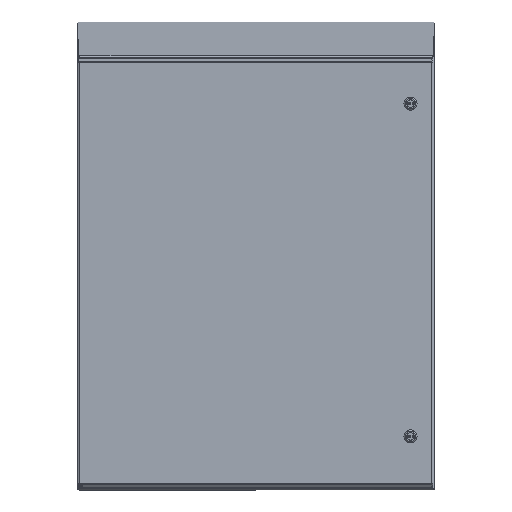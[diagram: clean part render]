
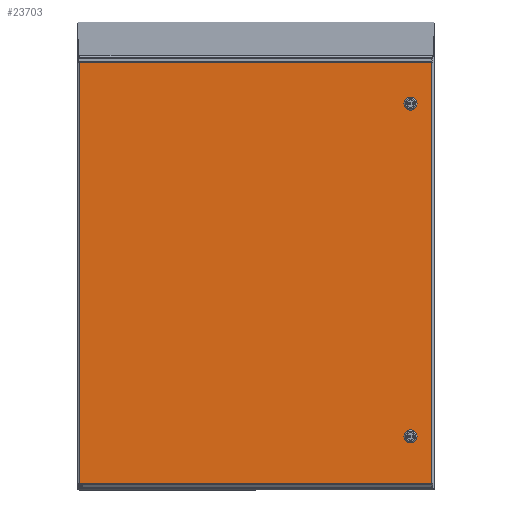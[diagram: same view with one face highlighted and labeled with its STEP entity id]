
A CAD part, top view. The second image highlights one B-rep face of the part: STEP entity #23703.
In plain terms, the highlighted planar face has unit normal (0, 0, 1).
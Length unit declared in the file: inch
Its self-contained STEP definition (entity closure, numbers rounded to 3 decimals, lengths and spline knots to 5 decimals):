
#21823=CARTESIAN_POINT('',(27.96087,-30.83316,0.074));
#21824=VERTEX_POINT('',#21823);
#21831=CARTESIAN_POINT('',(27.77499,-30.64723,0.074));
#21832=VERTEX_POINT('',#21831);
#21833=CARTESIAN_POINT('',(27.56134,-31.04668,0.074));
#21834=DIRECTION('',(0.0,0.0,-1.0));
#21835=DIRECTION('',(0.882,0.471,0.0));
#21836=AXIS2_PLACEMENT_3D('',#21833,#21834,#21835);
#21837=CIRCLE('',#21836,0.453);
#21838=EDGE_CURVE('',#21832,#21824,#21837,.T.);
#21863=CARTESIAN_POINT('',(27.34787,-30.64723,0.074));
#21864=VERTEX_POINT('',#21863);
#21865=CARTESIAN_POINT('',(27.34787,-30.64723,0.074));
#21866=DIRECTION('',(1.0,0.,0.0));
#21867=VECTOR('',#21866,0.42712);
#21868=LINE('',#21865,#21867);
#21869=EDGE_CURVE('',#21864,#21832,#21868,.T.);
#21895=CARTESIAN_POINT('',(27.16187,-30.83316,0.074));
#21896=VERTEX_POINT('',#21895);
#21897=CARTESIAN_POINT('',(27.56134,-31.04677,0.074));
#21898=DIRECTION('',(0.0,0.0,-1.0));
#21899=DIRECTION('',(-0.471,0.882,0.0));
#21900=AXIS2_PLACEMENT_3D('',#21897,#21898,#21899);
#21901=CIRCLE('',#21900,0.453);
#21902=EDGE_CURVE('',#21896,#21864,#21901,.T.);
#21927=CARTESIAN_POINT('',(27.16187,-31.26029,0.074));
#21928=VERTEX_POINT('',#21927);
#21929=CARTESIAN_POINT('',(27.16187,-31.26029,0.074));
#21930=DIRECTION('',(0.,1.0,0.0));
#21931=VECTOR('',#21930,0.42712);
#21932=LINE('',#21929,#21931);
#21933=EDGE_CURVE('',#21928,#21896,#21932,.T.);
#21959=CARTESIAN_POINT('',(27.3478,-31.44623,0.074));
#21960=VERTEX_POINT('',#21959);
#21961=CARTESIAN_POINT('',(27.56137,-31.04673,0.074));
#21962=DIRECTION('',(0.0,0.0,-1.0));
#21963=DIRECTION('',(-0.882,-0.471,0.0));
#21964=AXIS2_PLACEMENT_3D('',#21961,#21962,#21963);
#21965=CIRCLE('',#21964,0.453);
#21966=EDGE_CURVE('',#21960,#21928,#21965,.T.);
#21991=CARTESIAN_POINT('',(27.77493,-31.44623,0.074));
#21992=VERTEX_POINT('',#21991);
#21993=CARTESIAN_POINT('',(27.77493,-31.44623,0.074));
#21994=DIRECTION('',(-1.0,0.,0.0));
#21995=VECTOR('',#21994,0.42712);
#21996=LINE('',#21993,#21995);
#21997=EDGE_CURVE('',#21992,#21960,#21996,.T.);
#22023=CARTESIAN_POINT('',(27.96087,-31.26029,0.074));
#22024=VERTEX_POINT('',#22023);
#22025=CARTESIAN_POINT('',(27.56137,-31.04673,0.074));
#22026=DIRECTION('',(0.0,0.0,-1.0));
#22027=DIRECTION('',(0.471,-0.882,0.0));
#22028=AXIS2_PLACEMENT_3D('',#22025,#22026,#22027);
#22029=CIRCLE('',#22028,0.453);
#22030=EDGE_CURVE('',#22024,#21992,#22029,.T.);
#22053=CARTESIAN_POINT('',(27.96087,-30.83316,0.074));
#22054=DIRECTION('',(0.,-1.0,0.0));
#22055=VECTOR('',#22054,0.42712);
#22056=LINE('',#22053,#22055);
#22057=EDGE_CURVE('',#21824,#22024,#22056,.T.);
#22079=CARTESIAN_POINT('',(27.96087,-2.83316,0.074));
#22080=VERTEX_POINT('',#22079);
#22087=CARTESIAN_POINT('',(27.77499,-2.64723,0.074));
#22088=VERTEX_POINT('',#22087);
#22089=CARTESIAN_POINT('',(27.56134,-3.04668,0.074));
#22090=DIRECTION('',(0.0,0.0,-1.0));
#22091=DIRECTION('',(0.882,0.471,0.0));
#22092=AXIS2_PLACEMENT_3D('',#22089,#22090,#22091);
#22093=CIRCLE('',#22092,0.453);
#22094=EDGE_CURVE('',#22088,#22080,#22093,.T.);
#22119=CARTESIAN_POINT('',(27.34787,-2.64723,0.074));
#22120=VERTEX_POINT('',#22119);
#22121=CARTESIAN_POINT('',(27.34787,-2.64723,0.074));
#22122=DIRECTION('',(1.0,0.,0.0));
#22123=VECTOR('',#22122,0.42712);
#22124=LINE('',#22121,#22123);
#22125=EDGE_CURVE('',#22120,#22088,#22124,.T.);
#22151=CARTESIAN_POINT('',(27.16187,-2.83316,0.074));
#22152=VERTEX_POINT('',#22151);
#22153=CARTESIAN_POINT('',(27.56134,-3.04677,0.074));
#22154=DIRECTION('',(0.0,0.0,-1.0));
#22155=DIRECTION('',(-0.471,0.882,0.0));
#22156=AXIS2_PLACEMENT_3D('',#22153,#22154,#22155);
#22157=CIRCLE('',#22156,0.453);
#22158=EDGE_CURVE('',#22152,#22120,#22157,.T.);
#22183=CARTESIAN_POINT('',(27.16187,-3.26029,0.074));
#22184=VERTEX_POINT('',#22183);
#22185=CARTESIAN_POINT('',(27.16187,-3.26029,0.074));
#22186=DIRECTION('',(0.,1.0,0.0));
#22187=VECTOR('',#22186,0.42712);
#22188=LINE('',#22185,#22187);
#22189=EDGE_CURVE('',#22184,#22152,#22188,.T.);
#22215=CARTESIAN_POINT('',(27.3478,-3.44623,0.074));
#22216=VERTEX_POINT('',#22215);
#22217=CARTESIAN_POINT('',(27.56137,-3.04673,0.074));
#22218=DIRECTION('',(0.0,0.0,-1.0));
#22219=DIRECTION('',(-0.882,-0.471,0.0));
#22220=AXIS2_PLACEMENT_3D('',#22217,#22218,#22219);
#22221=CIRCLE('',#22220,0.453);
#22222=EDGE_CURVE('',#22216,#22184,#22221,.T.);
#22247=CARTESIAN_POINT('',(27.77493,-3.44623,0.074));
#22248=VERTEX_POINT('',#22247);
#22249=CARTESIAN_POINT('',(27.77493,-3.44623,0.074));
#22250=DIRECTION('',(-1.0,0.,0.0));
#22251=VECTOR('',#22250,0.42712);
#22252=LINE('',#22249,#22251);
#22253=EDGE_CURVE('',#22248,#22216,#22252,.T.);
#22279=CARTESIAN_POINT('',(27.96087,-3.26029,0.074));
#22280=VERTEX_POINT('',#22279);
#22281=CARTESIAN_POINT('',(27.56137,-3.04673,0.074));
#22282=DIRECTION('',(0.0,0.0,-1.0));
#22283=DIRECTION('',(0.471,-0.882,0.0));
#22284=AXIS2_PLACEMENT_3D('',#22281,#22282,#22283);
#22285=CIRCLE('',#22284,0.453);
#22286=EDGE_CURVE('',#22280,#22248,#22285,.T.);
#22309=CARTESIAN_POINT('',(27.96087,-2.83316,0.074));
#22310=DIRECTION('',(0.,-1.0,0.0));
#22311=VECTOR('',#22310,0.42712);
#22312=LINE('',#22309,#22311);
#22313=EDGE_CURVE('',#22080,#22280,#22312,.T.);
#22366=CARTESIAN_POINT('',(29.33112,-35.0199,0.074));
#22367=VERTEX_POINT('',#22366);
#22395=CARTESIAN_POINT('',(29.33112,0.42645,0.074));
#22396=VERTEX_POINT('',#22395);
#22407=CARTESIAN_POINT('',(29.33112,-35.0199,0.074));
#22408=DIRECTION('',(0.0,1.0,0.0));
#22409=VECTOR('',#22408,35.44636);
#22410=LINE('',#22407,#22409);
#22411=EDGE_CURVE('',#22367,#22396,#22410,.T.);
#22949=CARTESIAN_POINT('',(-0.33338,-35.0199,0.074));
#22950=VERTEX_POINT('',#22949);
#23037=CARTESIAN_POINT('',(-0.33338,0.42645,0.074));
#23038=VERTEX_POINT('',#23037);
#23039=CARTESIAN_POINT('',(-0.33338,0.42645,0.074));
#23040=DIRECTION('',(0.0,-1.0,0.0));
#23041=VECTOR('',#23040,35.44636);
#23042=LINE('',#23039,#23041);
#23043=EDGE_CURVE('',#23038,#22950,#23042,.T.);
#23616=CARTESIAN_POINT('',(29.33112,0.42645,0.074));
#23617=DIRECTION('',(-1.0,0.0,0.0));
#23618=VECTOR('',#23617,29.6645);
#23619=LINE('',#23616,#23618);
#23620=EDGE_CURVE('',#22396,#23038,#23619,.T.);
#23650=CARTESIAN_POINT('',(-0.33338,-35.0199,0.074));
#23651=DIRECTION('',(1.0,0.0,0.0));
#23652=VECTOR('',#23651,29.6645);
#23653=LINE('',#23650,#23652);
#23654=EDGE_CURVE('',#22950,#22367,#23653,.T.);
#23672=CARTESIAN_POINT('',(14.49887,-17.29673,0.074));
#23673=DIRECTION('',(0.0,0.0,1.0));
#23674=DIRECTION('',(1.0,0.0,0.0));
#23675=AXIS2_PLACEMENT_3D('',#23672,#23673,#23674);
#23676=PLANE('',#23675);
#23677=ORIENTED_EDGE('',*,*,#23654,.T.);
#23678=ORIENTED_EDGE('',*,*,#22411,.T.);
#23679=ORIENTED_EDGE('',*,*,#23620,.T.);
#23680=ORIENTED_EDGE('',*,*,#23043,.T.);
#23681=EDGE_LOOP('',(#23677,#23678,#23679,#23680));
#23682=FACE_OUTER_BOUND('',#23681,.T.);
#23683=ORIENTED_EDGE('',*,*,#21838,.T.);
#23684=ORIENTED_EDGE('',*,*,#22057,.T.);
#23685=ORIENTED_EDGE('',*,*,#22030,.T.);
#23686=ORIENTED_EDGE('',*,*,#21997,.T.);
#23687=ORIENTED_EDGE('',*,*,#21966,.T.);
#23688=ORIENTED_EDGE('',*,*,#21933,.T.);
#23689=ORIENTED_EDGE('',*,*,#21902,.T.);
#23690=ORIENTED_EDGE('',*,*,#21869,.T.);
#23691=EDGE_LOOP('',(#23683,#23684,#23685,#23686,#23687,#23688,#23689,#23690));
#23692=FACE_BOUND('',#23691,.T.);
#23693=ORIENTED_EDGE('',*,*,#22094,.T.);
#23694=ORIENTED_EDGE('',*,*,#22313,.T.);
#23695=ORIENTED_EDGE('',*,*,#22286,.T.);
#23696=ORIENTED_EDGE('',*,*,#22253,.T.);
#23697=ORIENTED_EDGE('',*,*,#22222,.T.);
#23698=ORIENTED_EDGE('',*,*,#22189,.T.);
#23699=ORIENTED_EDGE('',*,*,#22158,.T.);
#23700=ORIENTED_EDGE('',*,*,#22125,.T.);
#23701=EDGE_LOOP('',(#23693,#23694,#23695,#23696,#23697,#23698,#23699,#23700));
#23702=FACE_BOUND('',#23701,.T.);
#23703=ADVANCED_FACE('',(#23682,#23692,#23702),#23676,.T.);
